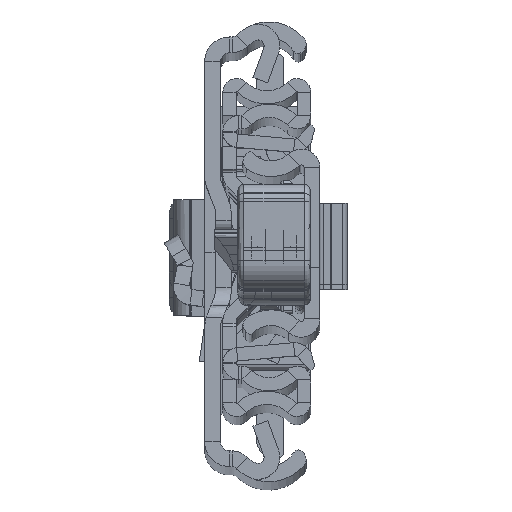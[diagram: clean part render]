
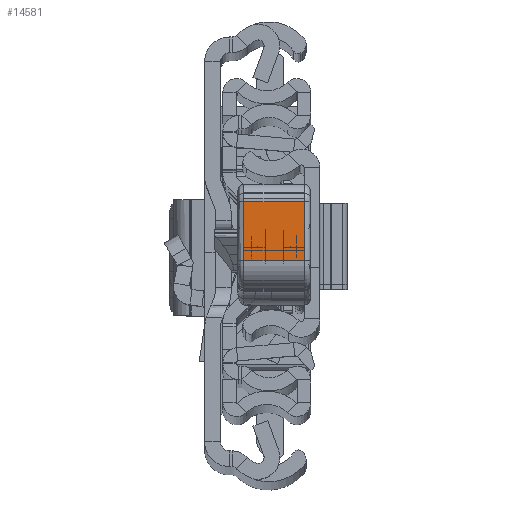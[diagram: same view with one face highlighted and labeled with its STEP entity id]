
A CAD part, top view. The second image highlights one B-rep face of the part: STEP entity #14581.
In plain terms, the highlighted face is planar.
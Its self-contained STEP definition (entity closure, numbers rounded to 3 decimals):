
#2960 = EDGE_CURVE ( 'NONE', #34755, #27035, #8780, .T. ) ;
#3356 = DIRECTION ( 'NONE',  ( 0.027, 1., 0. ) ) ;
#3454 = ORIENTED_EDGE ( 'NONE', *, *, #2960, .F. ) ;
#4863 = EDGE_CURVE ( 'NONE', #27035, #19109, #18157, .T. ) ;
#8493 = EDGE_CURVE ( 'NONE', #11132, #34755, #17973, .T. ) ;
#8780 = LINE ( 'NONE', #23629, #29017 ) ;
#8811 = PLANE ( 'NONE',  #13393 ) ;
#9313 = VECTOR ( 'NONE', #3356, 1000. ) ;
#10965 = VECTOR ( 'NONE', #31556, 1000. ) ;
#11132 = VERTEX_POINT ( 'NONE', #35498 ) ;
#13230 = CARTESIAN_POINT ( 'NONE',  ( 39.55, -12.274, -10. ) ) ;
#13240 = LINE ( 'NONE', #33850, #37944 ) ;
#13393 = AXIS2_PLACEMENT_3D ( 'NONE', #20174, #35204, #17100 ) ;
#14581 = ADVANCED_FACE ( 'NONE', ( #17300 ), #8811, .F. ) ;
#15631 = CARTESIAN_POINT ( 'NONE',  ( 39.818, -2.465, 0. ) ) ;
#17047 = CARTESIAN_POINT ( 'NONE',  ( 39.55, -12.274, -10. ) ) ;
#17100 = DIRECTION ( 'NONE',  ( -0.027, -1., 0. ) ) ;
#17300 = FACE_OUTER_BOUND ( 'NONE', #19225, .T. ) ;
#17973 = LINE ( 'NONE', #17047, #10965 ) ;
#18157 = LINE ( 'NONE', #23196, #9313 ) ;
#19109 = VERTEX_POINT ( 'NONE', #15631 ) ;
#19197 = DIRECTION ( 'NONE',  ( 0., 0., -1. ) ) ;
#19225 = EDGE_LOOP ( 'NONE', ( #3454, #25961, #36570, #27629 ) ) ;
#20174 = CARTESIAN_POINT ( 'NONE',  ( 39.55, -12.274, -11. ) ) ;
#21347 = CARTESIAN_POINT ( 'NONE',  ( 39.55, -12.274, 0. ) ) ;
#23196 = CARTESIAN_POINT ( 'NONE',  ( 39.55, -12.274, 0. ) ) ;
#23629 = CARTESIAN_POINT ( 'NONE',  ( 39.55, -12.274, -11. ) ) ;
#25961 = ORIENTED_EDGE ( 'NONE', *, *, #8493, .F. ) ;
#26155 = DIRECTION ( 'NONE',  ( 0., 0., 1. ) ) ;
#27035 = VERTEX_POINT ( 'NONE', #21347 ) ;
#27629 = ORIENTED_EDGE ( 'NONE', *, *, #4863, .F. ) ;
#29017 = VECTOR ( 'NONE', #26155, 1000. ) ;
#30319 = EDGE_CURVE ( 'NONE', #19109, #11132, #13240, .T. ) ;
#31556 = DIRECTION ( 'NONE',  ( -0.027, -1., 0. ) ) ;
#33850 = CARTESIAN_POINT ( 'NONE',  ( 39.818, -2.465, -11. ) ) ;
#34755 = VERTEX_POINT ( 'NONE', #13230 ) ;
#35204 = DIRECTION ( 'NONE',  ( -1., 0.027, 0. ) ) ;
#35498 = CARTESIAN_POINT ( 'NONE',  ( 39.818, -2.465, -10. ) ) ;
#36570 = ORIENTED_EDGE ( 'NONE', *, *, #30319, .F. ) ;
#37944 = VECTOR ( 'NONE', #19197, 1000. ) ;
